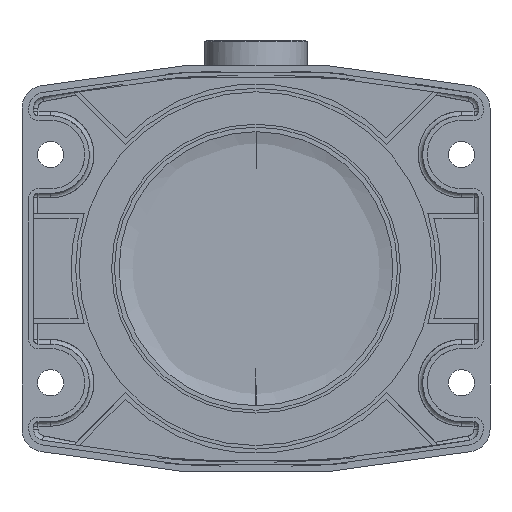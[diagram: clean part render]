
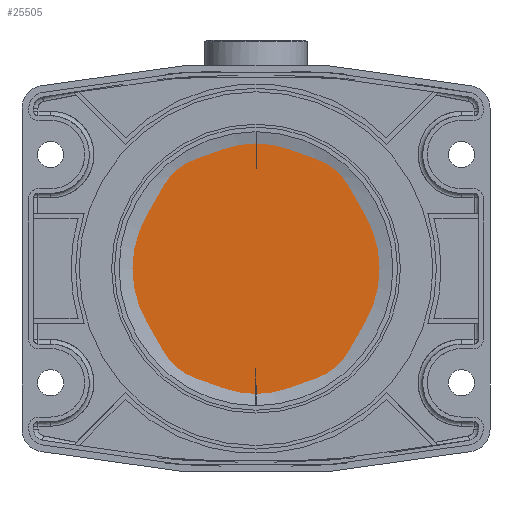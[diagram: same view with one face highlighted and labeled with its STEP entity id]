
A CAD part, front view. The second image highlights one B-rep face of the part: STEP entity #25505.
In plain terms, the highlighted face is planar.
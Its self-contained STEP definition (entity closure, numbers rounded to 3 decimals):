
#879 = VERTEX_POINT ( 'NONE', #23586 ) ;
#932 = DIRECTION ( 'NONE',  ( 0., 0., -1. ) ) ;
#1840 = VERTEX_POINT ( 'NONE', #23679 ) ;
#4007 = EDGE_CURVE ( 'NONE', #879, #1840, #12510, .T. ) ;
#4226 = DIRECTION ( 'NONE',  ( -1., 0., 0. ) ) ;
#7304 = CARTESIAN_POINT ( 'NONE',  ( -133., 133., 12. ) ) ;
#12510 = CIRCLE ( 'NONE', #16482, 65.5 ) ;
#13212 = AXIS2_PLACEMENT_3D ( 'NONE', #7304, #32479, #4226 ) ;
#14266 = EDGE_LOOP ( 'NONE', ( #32979, #16563 ) ) ;
#14735 = CARTESIAN_POINT ( 'NONE',  ( 0., 0., 12. ) ) ;
#16482 = AXIS2_PLACEMENT_3D ( 'NONE', #14735, #36611, #29818 ) ;
#16563 = ORIENTED_EDGE ( 'NONE', *, *, #22206, .T. ) ;
#16781 = FACE_OUTER_BOUND ( 'NONE', #14266, .T. ) ;
#19477 = PLANE ( 'NONE',  #13212 ) ;
#19498 = CARTESIAN_POINT ( 'NONE',  ( 0., 0., 12. ) ) ;
#19702 = DIRECTION ( 'NONE',  ( -1., 0., 0. ) ) ;
#22206 = EDGE_CURVE ( 'NONE', #1840, #879, #32254, .T. ) ;
#23586 = CARTESIAN_POINT ( 'NONE',  ( -65.5, 0., 12. ) ) ;
#23679 = CARTESIAN_POINT ( 'NONE',  ( 65.5, 0., 12. ) ) ;
#25505 = ADVANCED_FACE ( 'NONE', ( #16781 ), #19477, .T. ) ;
#26953 = AXIS2_PLACEMENT_3D ( 'NONE', #19498, #932, #19702 ) ;
#29818 = DIRECTION ( 'NONE',  ( -1., 0., 0. ) ) ;
#32254 = CIRCLE ( 'NONE', #26953, 65.5 ) ;
#32479 = DIRECTION ( 'NONE',  ( 0., 0., -1. ) ) ;
#32979 = ORIENTED_EDGE ( 'NONE', *, *, #4007, .T. ) ;
#36611 = DIRECTION ( 'NONE',  ( 0., 0., -1. ) ) ;
